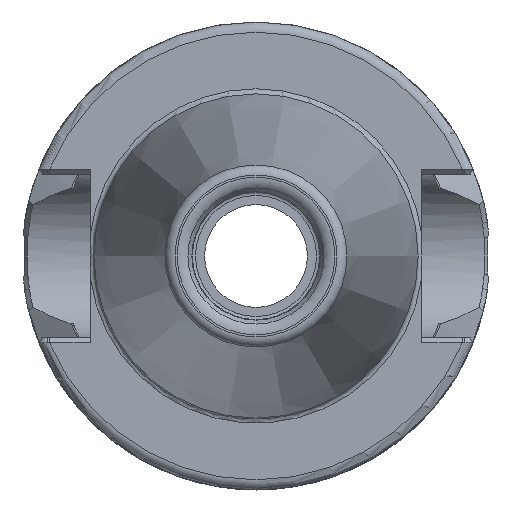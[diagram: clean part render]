
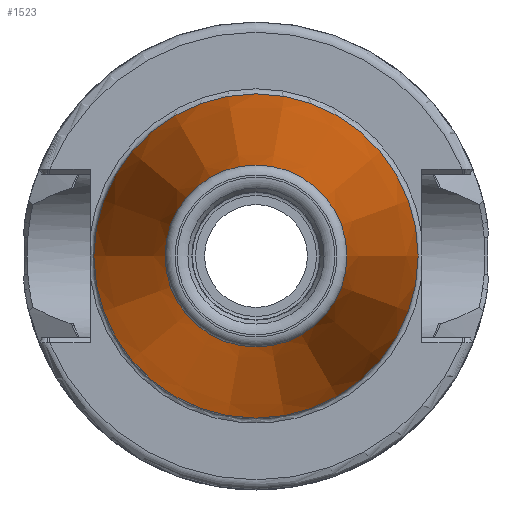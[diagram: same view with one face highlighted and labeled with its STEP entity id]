
A CAD part, left-side view. The second image highlights one B-rep face of the part: STEP entity #1523.
In plain terms, the highlighted conical face has half-angle 8.297 degrees and reference radius 12.437 mm.
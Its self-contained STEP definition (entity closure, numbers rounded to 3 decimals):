
#42=CONICAL_SURFACE('',#1668,12.437,0.145);
#154=CIRCLE('',#1664,8.941);
#155=CIRCLE('',#1665,8.941);
#156=CIRCLE('',#1666,8.941);
#158=CIRCLE('',#1669,15.933);
#159=CIRCLE('',#1670,15.933);
#258=FACE_OUTER_BOUND('',#340,.T.);
#340=EDGE_LOOP('',(#1332,#1333,#1334,#1335,#1336,#1337,#1338));
#432=LINE('',#3312,#504);
#504=VECTOR('',#2011,12.437);
#697=VERTEX_POINT('',#3300);
#698=VERTEX_POINT('',#3301);
#699=VERTEX_POINT('',#3303);
#700=VERTEX_POINT('',#3308);
#701=VERTEX_POINT('',#3309);
#921=EDGE_CURVE('',#697,#698,#154,.T.);
#922=EDGE_CURVE('',#699,#697,#155,.T.);
#923=EDGE_CURVE('',#698,#699,#156,.T.);
#925=EDGE_CURVE('',#700,#701,#158,.T.);
#926=EDGE_CURVE('',#701,#700,#159,.T.);
#927=EDGE_CURVE('',#701,#699,#432,.T.);
#1332=ORIENTED_EDGE('',*,*,#925,.F.);
#1333=ORIENTED_EDGE('',*,*,#926,.F.);
#1334=ORIENTED_EDGE('',*,*,#927,.T.);
#1335=ORIENTED_EDGE('',*,*,#922,.T.);
#1336=ORIENTED_EDGE('',*,*,#921,.T.);
#1337=ORIENTED_EDGE('',*,*,#923,.T.);
#1338=ORIENTED_EDGE('',*,*,#927,.F.);
#1523=ADVANCED_FACE('',(#258),#42,.T.);
#1664=AXIS2_PLACEMENT_3D('',#3302,#1997,#1998);
#1665=AXIS2_PLACEMENT_3D('',#3304,#1999,#2000);
#1666=AXIS2_PLACEMENT_3D('',#3305,#2001,#2002);
#1668=AXIS2_PLACEMENT_3D('',#3307,#2005,#2006);
#1669=AXIS2_PLACEMENT_3D('',#3310,#2007,#2008);
#1670=AXIS2_PLACEMENT_3D('',#3311,#2009,#2010);
#1997=DIRECTION('center_axis',(1.,0.,0.));
#1998=DIRECTION('ref_axis',(0.,0.,-1.));
#1999=DIRECTION('center_axis',(1.,0.,0.));
#2000=DIRECTION('ref_axis',(0.,0.,-1.));
#2001=DIRECTION('center_axis',(1.,0.,0.));
#2002=DIRECTION('ref_axis',(0.,0.,-1.));
#2005=DIRECTION('center_axis',(1.,0.,0.));
#2006=DIRECTION('ref_axis',(0.,1.,0.));
#2007=DIRECTION('center_axis',(1.,0.,0.));
#2008=DIRECTION('ref_axis',(0.,0.,-1.));
#2009=DIRECTION('center_axis',(1.,0.,0.));
#2010=DIRECTION('ref_axis',(0.,0.,-1.));
#2011=DIRECTION('',(-0.99,0.144,0.));
#3300=CARTESIAN_POINT('',(-47.944,8.941,0.));
#3301=CARTESIAN_POINT('',(-47.944,0.,8.941));
#3302=CARTESIAN_POINT('Origin',(-47.944,0.,
0.));
#3303=CARTESIAN_POINT('',(-47.944,-8.941,0.));
#3304=CARTESIAN_POINT('Origin',(-47.944,0.,
0.));
#3305=CARTESIAN_POINT('Origin',(-47.944,0.,
0.));
#3307=CARTESIAN_POINT('Origin',(-23.972,0.,
0.));
#3308=CARTESIAN_POINT('',(0.,15.933,0.));
#3309=CARTESIAN_POINT('',(0.,-15.933,0.));
#3310=CARTESIAN_POINT('Origin',(0.,0.,
0.));
#3311=CARTESIAN_POINT('Origin',(0.,0.,
0.));
#3312=CARTESIAN_POINT('',(-23.972,-12.437,0.));
